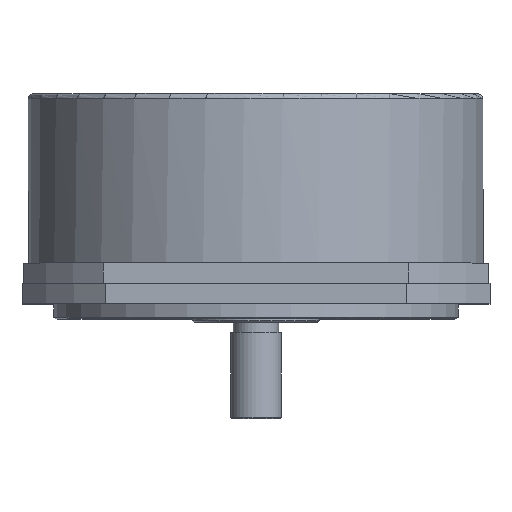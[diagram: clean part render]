
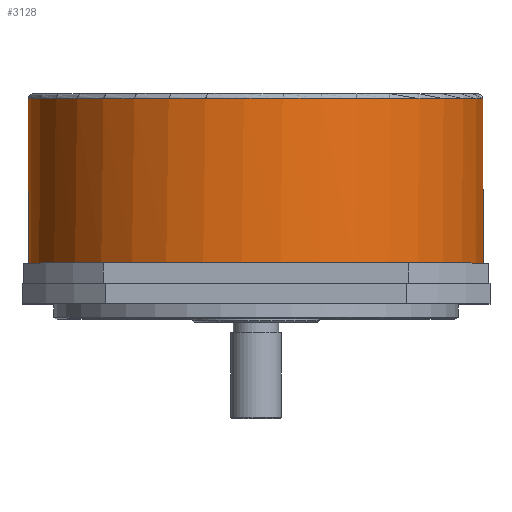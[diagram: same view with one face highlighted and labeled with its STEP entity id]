
A CAD part, top view. The second image highlights one B-rep face of the part: STEP entity #3128.
In plain terms, the highlighted cylindrical face has radius 45 mm (diameter 90 mm), a full revolution.
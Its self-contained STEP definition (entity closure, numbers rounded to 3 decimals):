
#263=LINE($,#4934,#510);
#267=LINE($,#4946,#514);
#510=VECTOR($,#4047,7.5);
#514=VECTOR($,#4059,7.5);
#832=FACE_BOUND($,#1150,.T.);
#937=FACE_OUTER_BOUND($,#1149,.T.);
#1149=EDGE_LOOP($,(#2626,#2627,#2628,#2629));
#1150=EDGE_LOOP($,(#2630));
#1395=CIRCLE($,#3449,45.);
#1401=CIRCLE($,#3463,45.);
#1403=CIRCLE($,#3467,45.);
#1586=VERTEX_POINT($,#4906);
#1592=VERTEX_POINT($,#4922);
#1593=VERTEX_POINT($,#4933);
#1596=VERTEX_POINT($,#4943);
#1597=VERTEX_POINT($,#4945);
#1993=EDGE_CURVE($,#1586,#1586,#1395,.T.);
#2000=EDGE_CURVE($,#1593,#1592,#263,.T.);
#2006=EDGE_CURVE($,#1597,#1596,#267,.T.);
#2010=EDGE_CURVE($,#1596,#1593,#1401,.T.);
#2012=EDGE_CURVE($,#1597,#1592,#1403,.T.);
#2626=ORIENTED_EDGE($,*,*,#2000,.T.);
#2627=ORIENTED_EDGE($,*,*,#2012,.F.);
#2628=ORIENTED_EDGE($,*,*,#2006,.T.);
#2629=ORIENTED_EDGE($,*,*,#2010,.T.);
#2630=ORIENTED_EDGE($,*,*,#1993,.F.);
#3051=CYLINDRICAL_SURFACE($,#3468,45.);
#3128=ADVANCED_FACE($,(#937,#832),#3051,.T.);
#3449=AXIS2_PLACEMENT_3D($,#4907,#4030,#4031);
#3463=AXIS2_PLACEMENT_3D($,#4963,#4067,#4068);
#3467=AXIS2_PLACEMENT_3D($,#4967,#4075,#4076);
#3468=AXIS2_PLACEMENT_3D($,#4968,#4077,#4078);
#4030=DIRECTION('center_axis',(0.,-1.,0.));
#4031=DIRECTION('ref_axis',(0.,0.,
1.));
#4047=DIRECTION($,(0.,1.,0.));
#4059=DIRECTION($,(0.,-1.,0.));
#4067=DIRECTION('center_axis',(0.,-1.,0.));
#4068=DIRECTION('ref_axis',(0.,0.,
1.));
#4075=DIRECTION('center_axis',(0.,1.,0.));
#4076=DIRECTION('ref_axis',(0.,0.,
1.));
#4077=DIRECTION('center_axis',(0.,1.,0.));
#4078=DIRECTION('ref_axis',(0.,0.,
1.));
#4906=CARTESIAN_POINT('',(-5.492,-11.303,-45.));
#4907=CARTESIAN_POINT('Origin',(-5.492,-11.303,0.));
#4922=CARTESIAN_POINT('',(31.924,21.197,-25.));
#4933=CARTESIAN_POINT('',(31.924,13.697,-25.));
#4934=CARTESIAN_POINT($,(31.924,-11.303,-25.));
#4943=CARTESIAN_POINT('',(8.508,13.697,-42.767));
#4945=CARTESIAN_POINT('',(8.508,21.197,-42.767));
#4946=CARTESIAN_POINT($,(8.508,-11.303,-42.767));
#4963=CARTESIAN_POINT('Origin',(-5.492,13.697,0.));
#4967=CARTESIAN_POINT('Origin',(-5.492,21.197,0.));
#4968=CARTESIAN_POINT('Origin',(-5.492,-11.303,0.));
